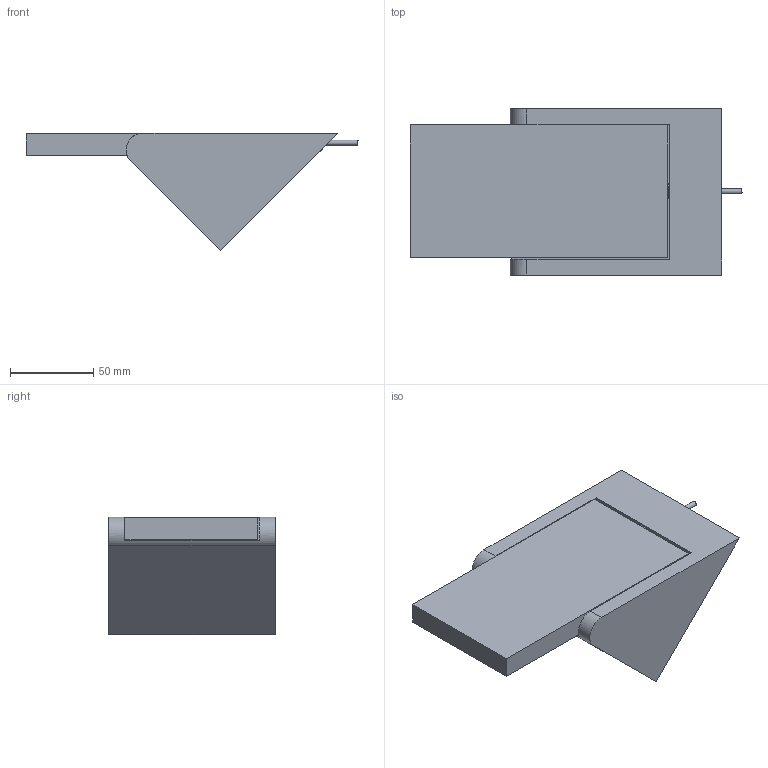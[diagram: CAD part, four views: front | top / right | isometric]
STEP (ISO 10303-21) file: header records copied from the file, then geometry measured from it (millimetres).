
FILE_DESCRIPTION(/* description */ ('STEP AP242','CAx-IF Rec.Pracs.---Representation and Presentation of Product Manufacturing Information (PMI)---4.0---2014-10-13','CAx-IF Rec.Pracs.---3D Tessellated Geometry---0.4---2014-09-14','2;1'),/* implementation_level */ '2;1');
FILE_NAME(/* name */ '669364ee20d90a5eebc5b771',/* time_stamp */ '2024-07-14T05:41:02Z',/* author */ (''),/* organization */ (''),/* preprocessor_version */ 'ST-DEVELOPER v20',/* originating_system */ ' ',/* authorisation */ ' ');
FILE_SCHEMA (('AP242_MANAGED_MODEL_BASED_3D_ENGINEERING_MIM_LF { 1 0 10303 442 1 1 4 }'));
Length unit declared in the file: metre
Products named in the file (5): holder_assembly; Part 1; phone_assembly <1>
Assembly tree (4 placements, depth 3):
  holder_assembly
    Part 1
    phone_assembly <1>
      Part 1
      Part 1
Bounding box: 199.7 x 100 x 70.71 mm (x, y, z)
Volume: 541043.5 mm3; surface area: 77057.5 mm2
Topology: 3 solids, 3 shells, 48 faces, 114 edges, 76 vertices
Faces by surface type: plane 45, cylinder 3
Full cylindrical faces by diameter (mm): 3 x1, 4 x1
Entity records: 1472 total; most frequent: CARTESIAN_POINT 241, DIRECTION 226, ORIENTED_EDGE 224, EDGE_CURVE 112, LINE 104, VECTOR 104, VERTEX_POINT 76, AXIS2_PLACEMENT_3D 61
